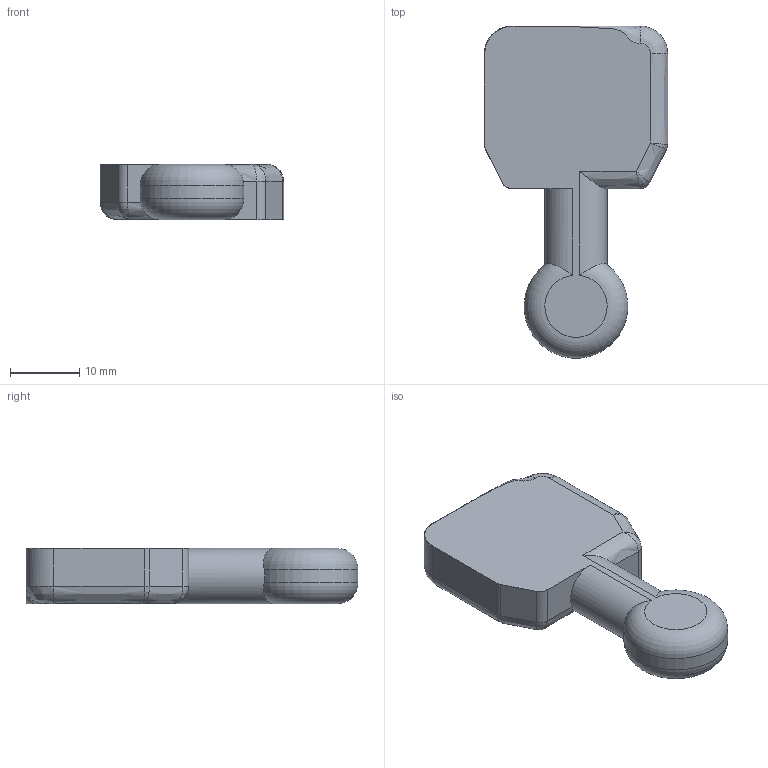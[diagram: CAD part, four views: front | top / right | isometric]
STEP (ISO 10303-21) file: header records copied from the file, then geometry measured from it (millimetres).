
FILE_DESCRIPTION(/* description */ (''),/* implementation_level */ '2;1');
FILE_NAME(/* name */ 'Sliding Door Stop Key v8.stp',/* time_stamp */ '2022-09-22T11:52:23+02:00',/* author */ (''),/* organization */ (''),/* preprocessor_version */ 'ST-DEVELOPER v19',/* originating_system */ 'Autodesk Translation Framework v11.7.0.108',/* authorisation */ '');
FILE_SCHEMA (('AUTOMOTIVE_DESIGN { 1 0 10303 214 3 1 1 }'));
Length unit declared in the file: millimetre
Products named in the file (1): Sliding Door Stop Key
Bounding box: 26.5 x 47.97 x 8 mm (x, y, z)
Volume: 6530.7 mm3; surface area: 2623.8 mm2
Topology: 1 solids, 1 shells, 40 faces, 104 edges, 60 vertices
Faces by surface type: bspline 20, plane 9, cylinder 9, torus 2
Entity records: 2114 total; most frequent: CARTESIAN_POINT 1321, ORIENTED_EDGE 196, EDGE_CURVE 98, DIRECTION 89, B_SPLINE_CURVE_WITH_KNOTS 64, VERTEX_POINT 60, FACE_OUTER_BOUND 40, EDGE_LOOP 40
